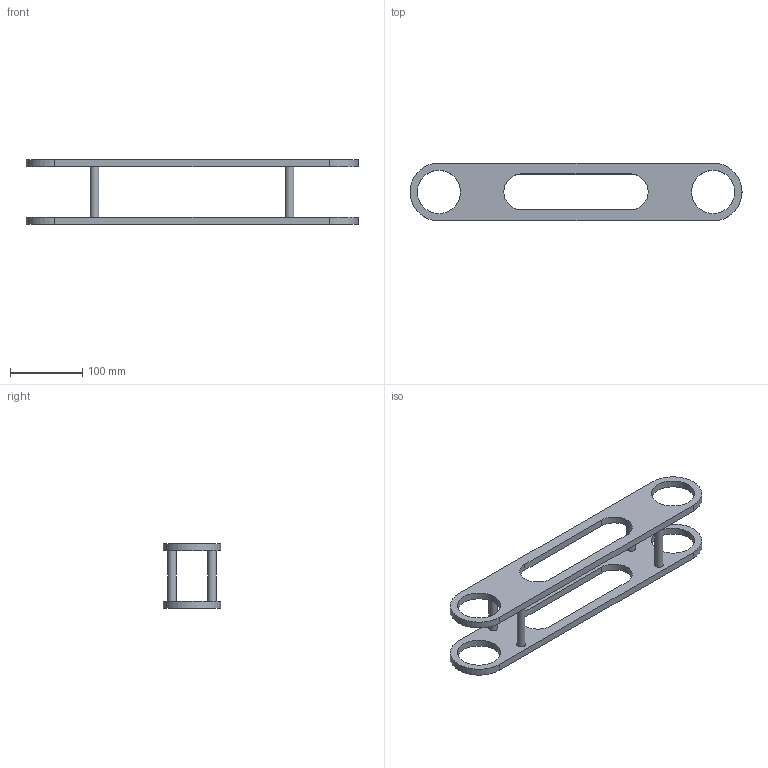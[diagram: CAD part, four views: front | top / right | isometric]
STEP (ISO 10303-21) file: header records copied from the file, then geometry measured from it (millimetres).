
FILE_DESCRIPTION (( 'STEP AP214' ), '1' );
FILE_NAME ('eslabon_2_vacio.STEP', '2025-11-24T04:18:27', ( '' ), ( '' ), 'SwSTEP 2.0', 'SolidWorks 2025', '' );
FILE_SCHEMA (( 'AUTOMOTIVE_DESIGN' ));
Length unit declared in the file: millimetre
Products named in the file (1): eslabon_2_vacio
Bounding box: 460 x 80 x 90 mm (x, y, z)
Volume: 437831 mm3; surface area: 127791.7 mm2
Topology: 1 solids, 1 shells, 28 faces, 76 edges, 52 vertices
Faces by surface type: cylinder 16, plane 12
Full cylindrical faces by diameter (mm): 12 x4, 60 x4
Entity records: 887 total; most frequent: DIRECTION 154, CARTESIAN_POINT 141, ORIENTED_EDGE 128, EDGE_CURVE 64, AXIS2_PLACEMENT_3D 61, EDGE_LOOP 56, VERTEX_POINT 48, FACE_OUTER_BOUND 36
